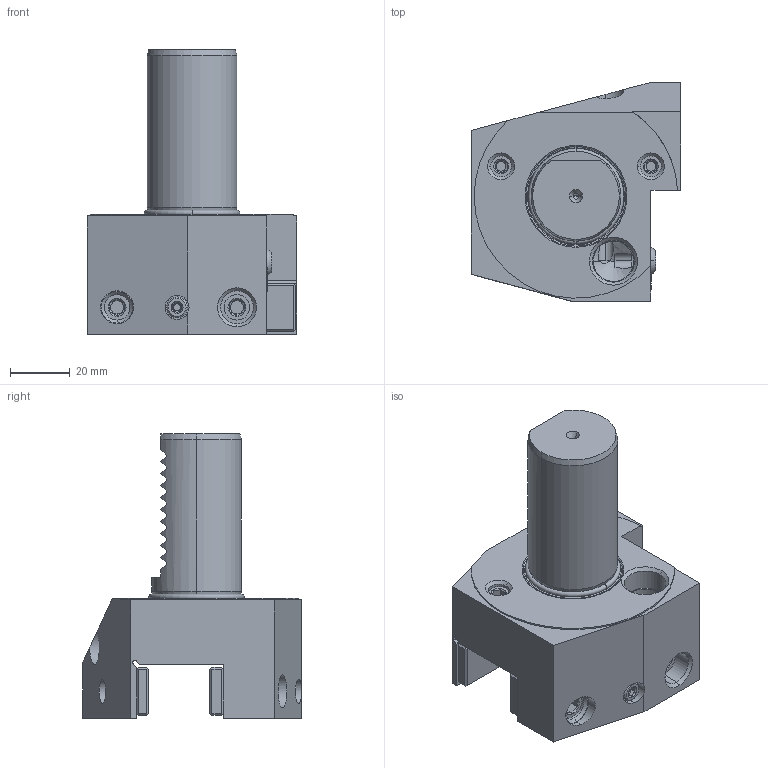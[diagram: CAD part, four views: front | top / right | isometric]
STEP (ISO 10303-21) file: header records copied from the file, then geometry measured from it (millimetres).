
FILE_DESCRIPTION((''),'2;1');
FILE_NAME('309_34_20','2020-11-09T',('101107'),(''),'CREO PARAMETRIC BY PTC INC, 2016260','CREO PARAMETRIC BY PTC INC, 2016260','');
FILE_SCHEMA(('CONFIG_CONTROL_DESIGN'));
Length unit declared in the file: millimetre
Products named in the file (1): 309_34_20
Bounding box: 70 x 73 x 95 mm (x, y, z)
Volume: 165000.1 mm3; surface area: 32153.2 mm2
Topology: 1 solids, 5 shells, 389 faces, 942 edges, 585 vertices
Faces by surface type: plane 164, cone 126, cylinder 82, torus 6, revolution 5, bspline 4, sphere 2
Entity records: 13313 total; most frequent: CARTESIAN_POINT 4358, ORIENTED_EDGE 1872, DIRECTION 1808, EDGE_CURVE 936, AXIS2_PLACEMENT_3D 685, VERTEX_POINT 585, VECTOR 433, LINE 433
